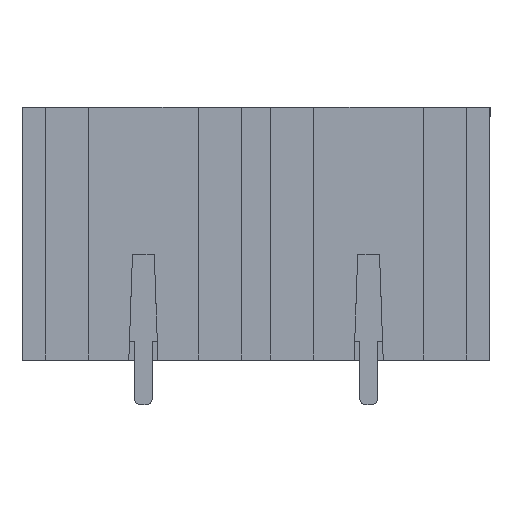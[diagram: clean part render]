
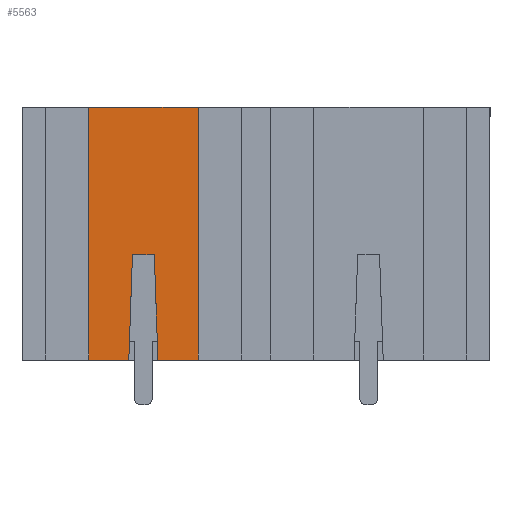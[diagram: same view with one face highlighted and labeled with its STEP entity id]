
A CAD part, left-side view. The second image highlights one B-rep face of the part: STEP entity #5563.
In plain terms, the highlighted planar face has unit normal (-1, 0, 0).
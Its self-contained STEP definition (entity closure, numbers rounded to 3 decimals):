
#20 = LINE ( 'NONE', #7181, #5893 ) ;
#175 = DIRECTION ( 'NONE',  ( 0., 0.999, -0.035 ) ) ;
#491 = ORIENTED_EDGE ( 'NONE', *, *, #6364, .F. ) ;
#878 = ORIENTED_EDGE ( 'NONE', *, *, #2160, .T. ) ;
#985 = DIRECTION ( 'NONE',  ( 0., 0., -1. ) ) ;
#999 = VERTEX_POINT ( 'NONE', #1105 ) ;
#1013 = PLANE ( 'NONE',  #5286 ) ;
#1020 = EDGE_CURVE ( 'NONE', #5589, #999, #20, .T. ) ;
#1045 = CARTESIAN_POINT ( 'NONE',  ( -38.825, 21.65, -4.7 ) ) ;
#1105 = CARTESIAN_POINT ( 'NONE',  ( -38.825, 0., -4.7 ) ) ;
#1230 = ORIENTED_EDGE ( 'NONE', *, *, #1620, .F. ) ;
#1266 = CARTESIAN_POINT ( 'NONE',  ( -38.825, 21.65, 4.7 ) ) ;
#1394 = EDGE_CURVE ( 'NONE', #7087, #5894, #2170, .T. ) ;
#1569 = EDGE_CURVE ( 'NONE', #7087, #4039, #1824, .T. ) ;
#1620 = EDGE_CURVE ( 'NONE', #5254, #5589, #2662, .T. ) ;
#1647 = FACE_OUTER_BOUND ( 'NONE', #2805, .T. ) ;
#1723 = VERTEX_POINT ( 'NONE', #5527 ) ;
#1824 = LINE ( 'NONE', #2967, #6135 ) ;
#1879 = CARTESIAN_POINT ( 'NONE',  ( -38.825, 0., 4.7 ) ) ;
#1999 = CARTESIAN_POINT ( 'NONE',  ( -38.825, 9., 0.936 ) ) ;
#2160 = EDGE_CURVE ( 'NONE', #5894, #999, #2803, .T. ) ;
#2170 = LINE ( 'NONE', #3901, #7198 ) ;
#2254 = LINE ( 'NONE', #6841, #6543 ) ;
#2638 = DIRECTION ( 'NONE',  ( 0., -1., 0. ) ) ;
#2662 = LINE ( 'NONE', #4902, #2956 ) ;
#2699 = EDGE_CURVE ( 'NONE', #3016, #5254, #4113, .T. ) ;
#2803 = LINE ( 'NONE', #2835, #6740 ) ;
#2805 = EDGE_LOOP ( 'NONE', ( #1230, #5672, #3492, #491, #5052, #5938, #878, #5332 ) ) ;
#2835 = CARTESIAN_POINT ( 'NONE',  ( -38.825, 21.65, -4.7 ) ) ;
#2956 = VECTOR ( 'NONE', #7152, 1000. ) ;
#2967 = CARTESIAN_POINT ( 'NONE',  ( -38.825, 21.65, 4.7 ) ) ;
#2984 = LINE ( 'NONE', #5224, #4621 ) ;
#3016 = VERTEX_POINT ( 'NONE', #1999 ) ;
#3283 = DIRECTION ( 'NONE',  ( 0., -1., 0. ) ) ;
#3293 = EDGE_CURVE ( 'NONE', #1723, #3016, #2984, .T. ) ;
#3305 = CARTESIAN_POINT ( 'NONE',  ( -38.825, 0., -1.25 ) ) ;
#3492 = ORIENTED_EDGE ( 'NONE', *, *, #3293, .F. ) ;
#3901 = CARTESIAN_POINT ( 'NONE',  ( -38.825, 21.65, 4.7 ) ) ;
#4039 = VERTEX_POINT ( 'NONE', #1879 ) ;
#4071 = DIRECTION ( 'NONE',  ( 0., -1., 0. ) ) ;
#4072 = CARTESIAN_POINT ( 'NONE',  ( -38.825, 9., 4.7 ) ) ;
#4113 = LINE ( 'NONE', #4072, #5569 ) ;
#4621 = VECTOR ( 'NONE', #175, 1000. ) ;
#4902 = CARTESIAN_POINT ( 'NONE',  ( -38.825, 21.831, -0.488 ) ) ;
#5052 = ORIENTED_EDGE ( 'NONE', *, *, #1569, .F. ) ;
#5206 = DIRECTION ( 'NONE',  ( 0., 0., -1. ) ) ;
#5224 = CARTESIAN_POINT ( 'NONE',  ( -38.825, 21.503, 0.499 ) ) ;
#5254 = VERTEX_POINT ( 'NONE', #6210 ) ;
#5286 = AXIS2_PLACEMENT_3D ( 'NONE', #5463, #6094, #2638 ) ;
#5332 = ORIENTED_EDGE ( 'NONE', *, *, #1020, .F. ) ;
#5463 = CARTESIAN_POINT ( 'NONE',  ( -38.825, 21.65, 4.7 ) ) ;
#5527 = CARTESIAN_POINT ( 'NONE',  ( -38.825, 0., 1.25 ) ) ;
#5563 = ADVANCED_FACE ( 'NONE', ( #1647 ), #1013, .T. ) ;
#5569 = VECTOR ( 'NONE', #5206, 1000. ) ;
#5587 = DIRECTION ( 'NONE',  ( 0., 0., -1. ) ) ;
#5589 = VERTEX_POINT ( 'NONE', #3305 ) ;
#5672 = ORIENTED_EDGE ( 'NONE', *, *, #2699, .F. ) ;
#5698 = DIRECTION ( 'NONE',  ( 0., 0., -1. ) ) ;
#5893 = VECTOR ( 'NONE', #5587, 1000. ) ;
#5894 = VERTEX_POINT ( 'NONE', #1045 ) ;
#5938 = ORIENTED_EDGE ( 'NONE', *, *, #1394, .T. ) ;
#6094 = DIRECTION ( 'NONE',  ( -1., 0., 0. ) ) ;
#6135 = VECTOR ( 'NONE', #4071, 1000. ) ;
#6210 = CARTESIAN_POINT ( 'NONE',  ( -38.825, 9., -0.936 ) ) ;
#6364 = EDGE_CURVE ( 'NONE', #4039, #1723, #2254, .T. ) ;
#6543 = VECTOR ( 'NONE', #5698, 1000. ) ;
#6740 = VECTOR ( 'NONE', #3283, 1000. ) ;
#6841 = CARTESIAN_POINT ( 'NONE',  ( -38.825, 0., 4.7 ) ) ;
#7087 = VERTEX_POINT ( 'NONE', #1266 ) ;
#7152 = DIRECTION ( 'NONE',  ( 0., -0.999, -0.035 ) ) ;
#7181 = CARTESIAN_POINT ( 'NONE',  ( -38.825, 0., 4.7 ) ) ;
#7198 = VECTOR ( 'NONE', #985, 1000. ) ;
